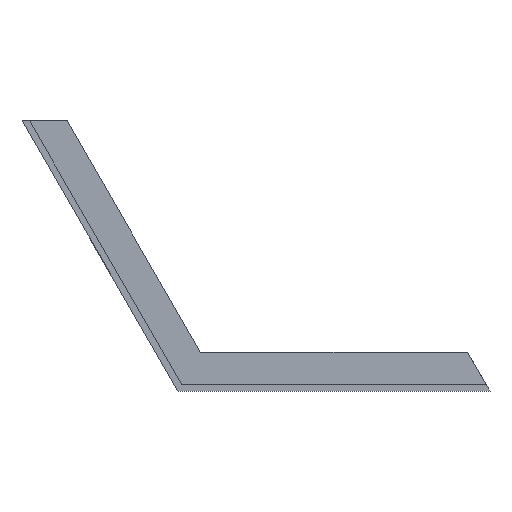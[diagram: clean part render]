
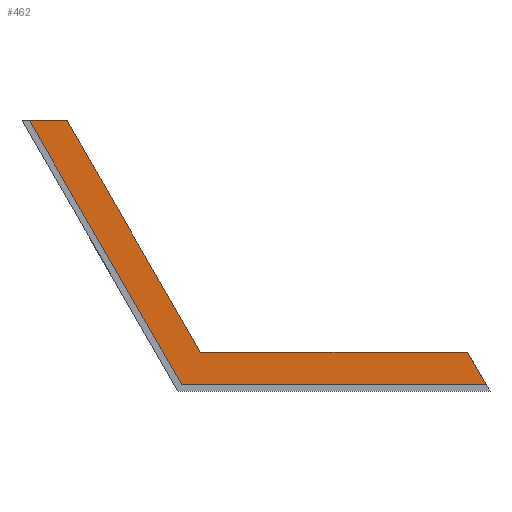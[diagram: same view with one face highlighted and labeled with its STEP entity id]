
A CAD part, top view. The second image highlights one B-rep face of the part: STEP entity #462.
In plain terms, the highlighted planar face has unit normal (0, 0, 1).
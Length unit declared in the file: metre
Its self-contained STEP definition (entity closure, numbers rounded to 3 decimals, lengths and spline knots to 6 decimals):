
#32=LINE('',#704,#85);
#43=LINE('',#724,#96);
#57=LINE('',#749,#110);
#60=LINE('',#755,#113);
#61=LINE('',#757,#114);
#62=LINE('',#759,#115);
#85=VECTOR('',#564,1.);
#96=VECTOR('',#577,1.);
#110=VECTOR('',#597,1.);
#113=VECTOR('',#602,1.);
#114=VECTOR('',#605,1.);
#115=VECTOR('',#606,1.);
#186=ORIENTED_EDGE('',*,*,#298,.F.);
#187=ORIENTED_EDGE('',*,*,#299,.T.);
#188=ORIENTED_EDGE('',*,*,#294,.T.);
#189=ORIENTED_EDGE('',*,*,#297,.F.);
#190=ORIENTED_EDGE('',*,*,#269,.F.);
#191=ORIENTED_EDGE('',*,*,#280,.T.);
#269=EDGE_CURVE('',#331,#332,#32,.T.);
#280=EDGE_CURVE('',#331,#339,#43,.T.);
#294=EDGE_CURVE('',#348,#347,#57,.T.);
#297=EDGE_CURVE('',#332,#347,#60,.T.);
#298=EDGE_CURVE('',#350,#339,#61,.T.);
#299=EDGE_CURVE('',#350,#348,#62,.T.);
#331=VERTEX_POINT('',#703);
#332=VERTEX_POINT('',#705);
#339=VERTEX_POINT('',#723);
#347=VERTEX_POINT('',#748);
#348=VERTEX_POINT('',#750);
#350=VERTEX_POINT('',#758);
#377=EDGE_LOOP('',(#186,#187,#188,#189,#190,#191));
#410=FACE_BOUND('',#377,.T.);
#440=PLANE('',#507);
#462=ADVANCED_FACE('',(#410),#440,.T.);
#507=AXIS2_PLACEMENT_3D('',#756,#603,#604);
#564=DIRECTION('',(0.5,-0.866,0.));
#577=DIRECTION('',(-1.,0.,0.));
#597=DIRECTION('',(-0.5,0.866,0.));
#602=DIRECTION('',(1.,0.,0.));
#603=DIRECTION('',(0.,0.,1.));
#604=DIRECTION('',(1.,0.,0.));
#605=DIRECTION('',(-0.5,0.866,0.));
#606=DIRECTION('',(1.,0.,0.));
#703=CARTESIAN_POINT('',(-0.173871,0.,0.004233));
#704=CARTESIAN_POINT('',(-0.130403,-0.075288,0.004233));
#705=CARTESIAN_POINT('',(-0.086935,-0.150576,0.004233));
#723=CARTESIAN_POINT('',(-0.198312,0.,0.004233));
#724=CARTESIAN_POINT('',(-0.188535,0.,0.004233));
#748=CARTESIAN_POINT('',(0.086935,-0.150576,0.004233));
#749=CARTESIAN_POINT('',(0.094268,-0.163276,0.004233));
#750=CARTESIAN_POINT('',(0.099156,-0.171743,0.004233));
#755=CARTESIAN_POINT('',(0.,-0.150576,0.004233));
#756=CARTESIAN_POINT('',(0.,0.,0.004233));
#757=CARTESIAN_POINT('',(-0.169042,-0.050697,0.004233));
#758=CARTESIAN_POINT('',(-0.099156,-0.171743,0.004233));
#759=CARTESIAN_POINT('',(0.,-0.171743,0.004233));
